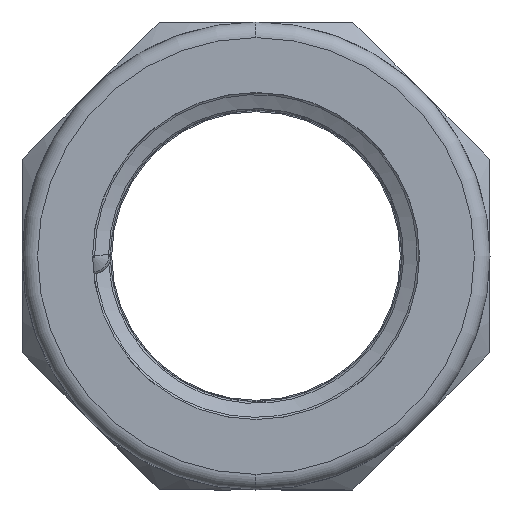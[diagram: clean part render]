
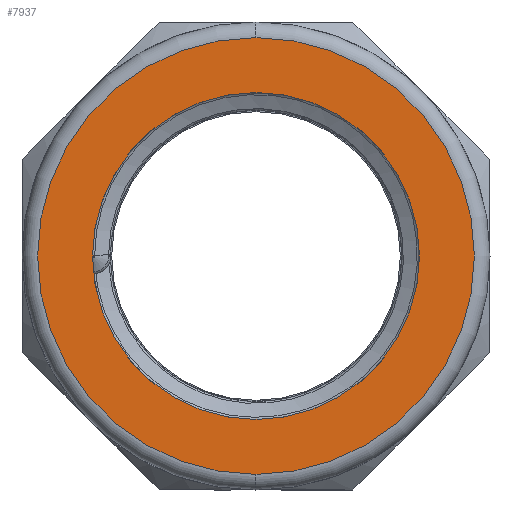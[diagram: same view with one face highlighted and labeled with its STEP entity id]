
A CAD part, left-side view. The second image highlights one B-rep face of the part: STEP entity #7937.
In plain terms, the highlighted planar face has unit normal (-1, 0, 0).
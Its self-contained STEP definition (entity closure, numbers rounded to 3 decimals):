
#8 = AXIS2_PLACEMENT_3D ( 'NONE', #4788, #4789, #4790 ) ;
#10 = CIRCLE ( 'NONE', #8, 14. ) ;
#3149 = CARTESIAN_POINT ( 'NONE',  ( -17.75, 0., 14. ) ) ;
#3197 = CARTESIAN_POINT ( 'NONE',  ( -17.75, 0., -14. ) ) ;
#3216 = CARTESIAN_POINT ( 'NONE',  ( -17.75, 0., -10.477 ) ) ;
#3224 = CARTESIAN_POINT ( 'NONE',  ( -17.75, 0., 10.477 ) ) ;
#3602 = CARTESIAN_POINT ( 'NONE',  ( -17.75, 14., 0. ) ) ;
#3610 = FACE_BOUND ( 'NONE', #9301, .T. ) ;
#3611 = FACE_OUTER_BOUND ( 'NONE', #9300, .T. ) ;
#3612 = PLANE ( 'NONE',  #6301 ) ;
#3614 = DIRECTION ( 'NONE',  ( 1., 0., 0. ) ) ;
#3615 = DIRECTION ( 'NONE',  ( 0., 0., -1. ) ) ;
#3763 = CARTESIAN_POINT ( 'NONE',  ( -17.75, 0., 0. ) ) ;
#3764 = DIRECTION ( 'NONE',  ( -1., 0., 0. ) ) ;
#3765 = DIRECTION ( 'NONE',  ( 0., 0., 1. ) ) ;
#4788 = CARTESIAN_POINT ( 'NONE',  ( -17.75, 0., 0. ) ) ;
#4789 = DIRECTION ( 'NONE',  ( -1., 0., 0. ) ) ;
#4790 = DIRECTION ( 'NONE',  ( 0., 0., 1. ) ) ;
#5190 = EDGE_CURVE ( 'NONE', #8771, #8763, #9649, .T. ) ;
#5214 = EDGE_CURVE ( 'NONE', #8763, #8771, #9656, .T. ) ;
#5269 = EDGE_CURVE ( 'NONE', #8743, #8744, #10, .T. ) ;
#5397 = CARTESIAN_POINT ( 'NONE',  ( -17.75, 0., 0. ) ) ;
#5398 = DIRECTION ( 'NONE',  ( -1., 0., 0. ) ) ;
#5399 = DIRECTION ( 'NONE',  ( 0., 0., 1. ) ) ;
#6301 = AXIS2_PLACEMENT_3D ( 'NONE', #3602, #3614, #3615 ) ;
#6320 = CIRCLE ( 'NONE', #6323, 14. ) ;
#6323 = AXIS2_PLACEMENT_3D ( 'NONE', #3763, #3764, #3765 ) ;
#7937 = ADVANCED_FACE ( 'NONE', ( #3610, #3611 ), #3612, .F. ) ;
#7965 = EDGE_CURVE ( 'NONE', #8744, #8743, #6320, .T. ) ;
#8743 = VERTEX_POINT ( 'NONE', #3149 ) ;
#8744 = VERTEX_POINT ( 'NONE', #3197 ) ;
#8763 = VERTEX_POINT ( 'NONE', #3216 ) ;
#8771 = VERTEX_POINT ( 'NONE', #3224 ) ;
#8958 = ORIENTED_EDGE ( 'NONE', *, *, #5190, .F. ) ;
#8959 = ORIENTED_EDGE ( 'NONE', *, *, #5214, .F. ) ;
#8960 = ORIENTED_EDGE ( 'NONE', *, *, #5269, .T. ) ;
#8961 = ORIENTED_EDGE ( 'NONE', *, *, #7965, .T. ) ;
#9300 = EDGE_LOOP ( 'NONE', ( #8960, #8961 ) ) ;
#9301 = EDGE_LOOP ( 'NONE', ( #8958, #8959 ) ) ;
#9499 = CARTESIAN_POINT ( 'NONE',  ( -17.75, 0., 0. ) ) ;
#9500 = DIRECTION ( 'NONE',  ( -1., 0., 0. ) ) ;
#9501 = DIRECTION ( 'NONE',  ( 0., 0., 1. ) ) ;
#9649 = CIRCLE ( 'NONE', #9652, 10.477 ) ;
#9652 = AXIS2_PLACEMENT_3D ( 'NONE', #9499, #9500, #9501 ) ;
#9656 = CIRCLE ( 'NONE', #9657, 10.477 ) ;
#9657 = AXIS2_PLACEMENT_3D ( 'NONE', #5397, #5398, #5399 ) ;
